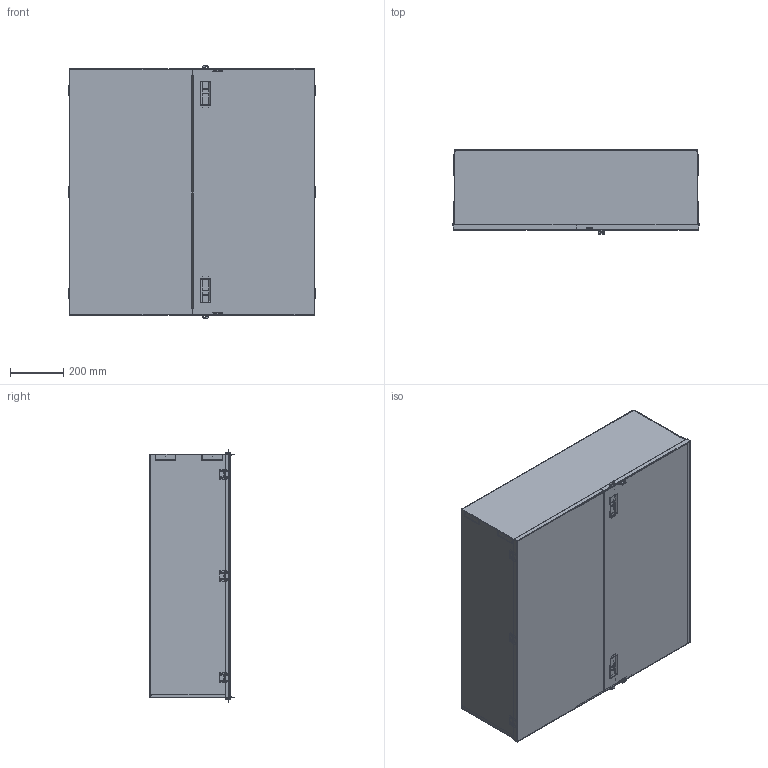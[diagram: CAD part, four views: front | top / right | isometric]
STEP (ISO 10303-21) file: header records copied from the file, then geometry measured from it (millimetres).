
FILE_DESCRIPTION( ( 'Unknown' ), '1' );
FILE_NAME( 'C363612UG.stp', 'Unknown', ( 'Unknown' ), ( 'Unknown' ), 'PSStep 16.0.42', 'Unknown', ' ' );
FILE_SCHEMA( ( 'AUTOMOTIVE_DESIGN { 1 0 10303 214 1 1 1 1 }' ) );
Length unit declared in the file: millimetre
Products named in the file (12): MC363612_RIGHT-DOOR; MC363612-PD; Penture C-02; HASP-MC-RICCI; MC363612_LEFT-DOOR; MC363612-PG; C363612UG_BOX; C363612UG-B; Penture C-01; C363612UG-EB; PADLOCK C; Assem1
Assembly tree (23 placements, depth 3):
  Assem1
    C363612UG_BOX
      C363612UG-B
      Penture C-01  x6
      C363612UG-EB
      PADLOCK C  x2
    MC363612_LEFT-DOOR
      MC363612-PG
      Penture C-02  x3
    MC363612_RIGHT-DOOR
      MC363612-PD
      Penture C-02  x3
      HASP-MC-RICCI  x2
Bounding box: 926.23 x 315.75 x 950.64 mm (x, y, z)
Volume: 4885908.9 mm3; surface area: 5953265.9 mm2
Topology: 20 solids, 20 shells, 1706 faces, 4500 edges, 2958 vertices
Faces by surface type: plane 1200, cylinder 244, extrusion 208, cone 30, bspline 24
Full cylindrical faces by diameter (mm): 0.794 x4, 3.023 x8, 3.175 x10, 3.302 x2, 3.581 x2, 4.775 x2, 6.02 x24, 6.35 x4, 7.925 x2, 9.525 x4
Entity records: 59984 total; most frequent: CARTESIAN_POINT 19137, ORIENTED_EDGE 6700, DIRECTION 4770, EDGE_CURVE 3350, VERTEX_POINT 2238, VECTOR 1900, LINE 1692, EDGE_LOOP 1624
